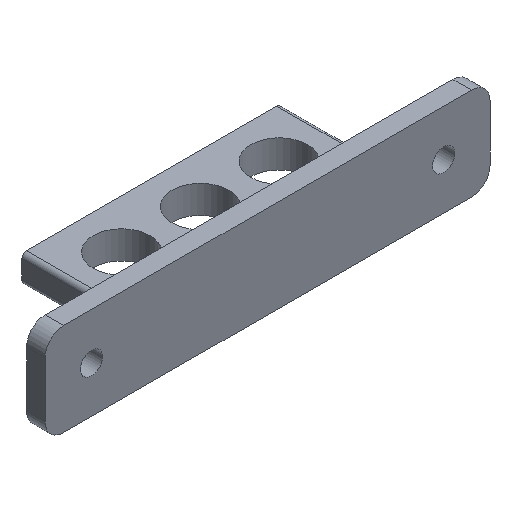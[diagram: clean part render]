
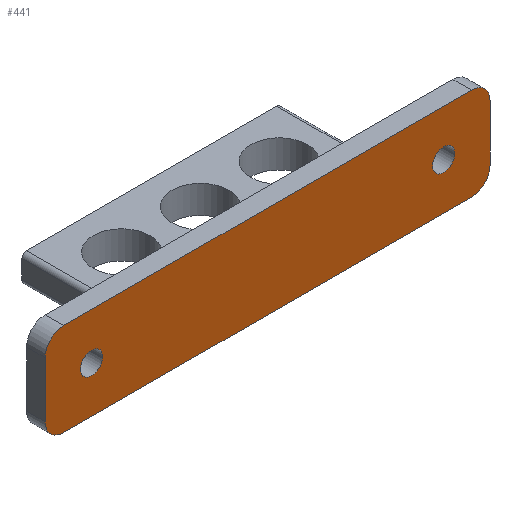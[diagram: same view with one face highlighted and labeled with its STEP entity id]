
A CAD part, isometric view. The second image highlights one B-rep face of the part: STEP entity #441.
In plain terms, the highlighted planar face has unit normal (0, -1, 0).
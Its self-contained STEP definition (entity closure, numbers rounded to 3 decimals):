
#15=FACE_BOUND('',#63,.T.);
#16=FACE_BOUND('',#64,.T.);
#26=PLANE('',#481);
#38=FACE_OUTER_BOUND('',#62,.T.);
#62=EDGE_LOOP('',(#305,#306,#307,#308,#309,#310,#311,#312));
#63=EDGE_LOOP('',(#313));
#64=EDGE_LOOP('',(#314));
#98=LINE('',#679,#135);
#99=LINE('',#683,#136);
#100=LINE('',#687,#137);
#101=LINE('',#690,#138);
#135=VECTOR('',#540,10.);
#136=VECTOR('',#543,10.);
#137=VECTOR('',#546,10.);
#138=VECTOR('',#549,10.);
#171=CIRCLE('',#480,4.);
#172=CIRCLE('',#482,4.);
#173=CIRCLE('',#483,4.);
#174=CIRCLE('',#484,4.);
#175=CIRCLE('',#485,2.4);
#176=CIRCLE('',#486,2.4);
#198=VERTEX_POINT('',#672);
#199=VERTEX_POINT('',#674);
#200=VERTEX_POINT('',#678);
#201=VERTEX_POINT('',#680);
#202=VERTEX_POINT('',#682);
#203=VERTEX_POINT('',#684);
#204=VERTEX_POINT('',#686);
#205=VERTEX_POINT('',#688);
#206=VERTEX_POINT('',#691);
#207=VERTEX_POINT('',#693);
#240=EDGE_CURVE('',#198,#199,#171,.T.);
#242=EDGE_CURVE('',#200,#198,#98,.T.);
#243=EDGE_CURVE('',#201,#200,#172,.T.);
#244=EDGE_CURVE('',#202,#201,#99,.T.);
#245=EDGE_CURVE('',#203,#202,#173,.T.);
#246=EDGE_CURVE('',#204,#203,#100,.T.);
#247=EDGE_CURVE('',#205,#204,#174,.T.);
#248=EDGE_CURVE('',#199,#205,#101,.T.);
#249=EDGE_CURVE('',#206,#206,#175,.T.);
#250=EDGE_CURVE('',#207,#207,#176,.T.);
#305=ORIENTED_EDGE('',*,*,#240,.F.);
#306=ORIENTED_EDGE('',*,*,#242,.F.);
#307=ORIENTED_EDGE('',*,*,#243,.F.);
#308=ORIENTED_EDGE('',*,*,#244,.F.);
#309=ORIENTED_EDGE('',*,*,#245,.F.);
#310=ORIENTED_EDGE('',*,*,#246,.F.);
#311=ORIENTED_EDGE('',*,*,#247,.F.);
#312=ORIENTED_EDGE('',*,*,#248,.F.);
#313=ORIENTED_EDGE('',*,*,#249,.F.);
#314=ORIENTED_EDGE('',*,*,#250,.F.);
#441=ADVANCED_FACE('',(#38,#15,#16),#26,.F.);
#480=AXIS2_PLACEMENT_3D('',#675,#535,#536);
#481=AXIS2_PLACEMENT_3D('',#677,#538,#539);
#482=AXIS2_PLACEMENT_3D('',#681,#541,#542);
#483=AXIS2_PLACEMENT_3D('',#685,#544,#545);
#484=AXIS2_PLACEMENT_3D('',#689,#547,#548);
#485=AXIS2_PLACEMENT_3D('',#692,#550,#551);
#486=AXIS2_PLACEMENT_3D('',#694,#552,#553);
#535=DIRECTION('center_axis',(0.,1.,0.));
#536=DIRECTION('ref_axis',(0.707,0.,-0.707));
#538=DIRECTION('center_axis',(0.,1.,0.));
#539=DIRECTION('ref_axis',(1.,0.,0.));
#540=DIRECTION('',(0.,0.,-1.));
#541=DIRECTION('center_axis',(0.,1.,0.));
#542=DIRECTION('ref_axis',(0.707,0.,0.707));
#543=DIRECTION('',(1.,0.,0.));
#544=DIRECTION('center_axis',(0.,1.,0.));
#545=DIRECTION('ref_axis',(-0.707,0.,0.707));
#546=DIRECTION('',(0.,0.,1.));
#547=DIRECTION('center_axis',(0.,1.,0.));
#548=DIRECTION('ref_axis',(-0.707,0.,-0.707));
#549=DIRECTION('',(-1.,0.,0.));
#550=DIRECTION('center_axis',(0.,-1.,0.));
#551=DIRECTION('ref_axis',(1.,0.,0.));
#552=DIRECTION('center_axis',(0.,-1.,0.));
#553=DIRECTION('ref_axis',(1.,0.,0.));
#672=CARTESIAN_POINT('',(48.,0.,-6.));
#674=CARTESIAN_POINT('',(44.,0.,-10.));
#675=CARTESIAN_POINT('Origin',(44.,0.,-6.));
#677=CARTESIAN_POINT('Origin',(0.,0.,0.));
#678=CARTESIAN_POINT('',(48.,0.,6.));
#679=CARTESIAN_POINT('',(48.,0.,10.));
#680=CARTESIAN_POINT('',(44.,0.,10.));
#681=CARTESIAN_POINT('Origin',(44.,0.,6.));
#682=CARTESIAN_POINT('',(-44.,0.,10.));
#683=CARTESIAN_POINT('',(-48.,0.,10.));
#684=CARTESIAN_POINT('',(-48.,0.,6.));
#685=CARTESIAN_POINT('Origin',(-44.,0.,6.));
#686=CARTESIAN_POINT('',(-48.,0.,-6.));
#687=CARTESIAN_POINT('',(-48.,0.,-10.));
#688=CARTESIAN_POINT('',(-44.,0.,-10.));
#689=CARTESIAN_POINT('Origin',(-44.,0.,-6.));
#690=CARTESIAN_POINT('',(48.,0.,-10.));
#691=CARTESIAN_POINT('',(35.6,0.,0.));
#692=CARTESIAN_POINT('Origin',(38.,0.,0.));
#693=CARTESIAN_POINT('',(-40.4,0.,0.));
#694=CARTESIAN_POINT('Origin',(-38.,0.,0.));
